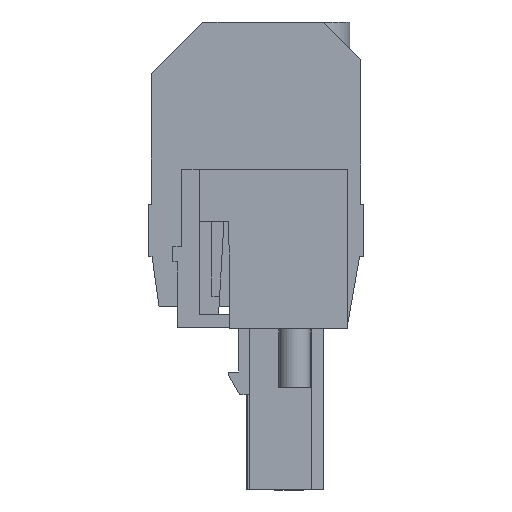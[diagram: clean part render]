
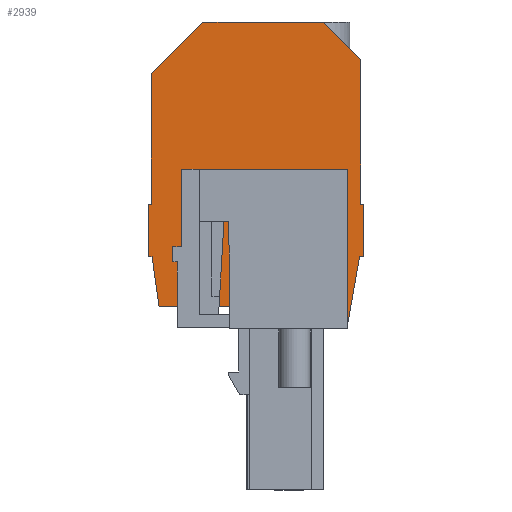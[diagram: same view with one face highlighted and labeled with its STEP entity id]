
A CAD part, left-side view. The second image highlights one B-rep face of the part: STEP entity #2939.
In plain terms, the highlighted planar face has unit normal (-1, 0, 0).
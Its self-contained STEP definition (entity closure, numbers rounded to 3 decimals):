
#2808=AXIS2_PLACEMENT_3D('Plane Axis2P3D',#2805,#2806,#2807) ;
#111=CARTESIAN_POINT('Vertex',(7.17,20.3,27.3)) ;
#116=CARTESIAN_POINT('Line Origine',(7.17,20.3,33.532)) ;
#120=CARTESIAN_POINT('Vertex',(7.17,20.3,39.764)) ;
#305=CARTESIAN_POINT('Vertex',(7.17,0.3,41.114)) ;
#308=CARTESIAN_POINT('Line Origine',(7.17,0.3,34.207)) ;
#312=CARTESIAN_POINT('Vertex',(7.17,0.3,27.3)) ;
#2137=CARTESIAN_POINT('Vertex',(7.17,0.404,22.3)) ;
#2140=CARTESIAN_POINT('Line Origine',(7.17,0.977,19.05)) ;
#2144=CARTESIAN_POINT('Vertex',(7.17,1.55,15.801)) ;
#2203=CARTESIAN_POINT('Vertex',(7.17,19.557,17.5)) ;
#2206=CARTESIAN_POINT('Line Origine',(7.17,19.895,19.9)) ;
#2210=CARTESIAN_POINT('Vertex',(7.17,20.232,22.3)) ;
#2670=CARTESIAN_POINT('Vertex',(7.17,3.886,44.7)) ;
#2673=CARTESIAN_POINT('Line Origine',(7.17,2.093,42.907)) ;
#2805=CARTESIAN_POINT('Axis2P3D Location',(7.17,0.,0.)) ;
#2810=CARTESIAN_POINT('Line Origine',(7.17,0.202,22.3)) ;
#2814=CARTESIAN_POINT('Vertex',(7.17,0.,22.3)) ;
#2817=CARTESIAN_POINT('Line Origine',(7.17,0.,24.8)) ;
#2821=CARTESIAN_POINT('Vertex',(7.17,0.,27.3)) ;
#2824=CARTESIAN_POINT('Line Origine',(7.17,0.15,27.3)) ;
#2829=CARTESIAN_POINT('Line Origine',(7.17,9.625,44.7)) ;
#2833=CARTESIAN_POINT('Vertex',(7.17,15.364,44.7)) ;
#2836=CARTESIAN_POINT('Line Origine',(7.17,17.832,42.232)) ;
#2841=CARTESIAN_POINT('Line Origine',(7.17,20.45,27.3)) ;
#2845=CARTESIAN_POINT('Vertex',(7.17,20.6,27.3)) ;
#2848=CARTESIAN_POINT('Line Origine',(7.17,20.6,24.8)) ;
#2852=CARTESIAN_POINT('Vertex',(7.17,20.6,22.3)) ;
#2855=CARTESIAN_POINT('Line Origine',(7.17,20.416,22.3)) ;
#2860=CARTESIAN_POINT('Line Origine',(7.17,16.205,17.5)) ;
#2864=CARTESIAN_POINT('Vertex',(7.17,12.853,17.5)) ;
#2867=CARTESIAN_POINT('Line Origine',(7.17,12.882,24.06)) ;
#2871=CARTESIAN_POINT('Vertex',(7.17,12.91,30.62)) ;
#2874=CARTESIAN_POINT('Line Origine',(7.17,7.23,30.62)) ;
#2878=CARTESIAN_POINT('Vertex',(7.17,1.55,30.62)) ;
#2881=CARTESIAN_POINT('Line Origine',(7.17,1.55,23.21)) ;
#2905=CARTESIAN_POINT('Line Origine',(7.17,14.71,28.12)) ;
#2909=CARTESIAN_POINT('Vertex',(7.17,14.71,25.62)) ;
#2911=CARTESIAN_POINT('Vertex',(7.17,14.71,30.62)) ;
#2914=CARTESIAN_POINT('Line Origine',(7.17,15.21,25.62)) ;
#2918=CARTESIAN_POINT('Vertex',(7.17,15.71,25.62)) ;
#2921=CARTESIAN_POINT('Line Origine',(7.17,15.71,28.12)) ;
#2925=CARTESIAN_POINT('Vertex',(7.17,15.71,30.62)) ;
#2928=CARTESIAN_POINT('Line Origine',(7.17,15.21,30.62)) ;
#117=DIRECTION('Vector Direction',(0.,0.,1.)) ;
#309=DIRECTION('Vector Direction',(0.,0.,-1.)) ;
#2141=DIRECTION('Vector Direction',(0.,0.174,-0.985)) ;
#2207=DIRECTION('Vector Direction',(0.,-0.139,-0.99)) ;
#2674=DIRECTION('Vector Direction',(0.,0.707,0.707)) ;
#2806=DIRECTION('Axis2P3D Direction',(-1.,0.,0.)) ;
#2807=DIRECTION('Axis2P3D XDirection',(0.,0.,1.)) ;
#2811=DIRECTION('Vector Direction',(0.,-1.,0.)) ;
#2818=DIRECTION('Vector Direction',(0.,0.,1.)) ;
#2825=DIRECTION('Vector Direction',(0.,1.,0.)) ;
#2830=DIRECTION('Vector Direction',(0.,1.,0.)) ;
#2837=DIRECTION('Vector Direction',(0.,0.707,-0.707)) ;
#2842=DIRECTION('Vector Direction',(0.,1.,0.)) ;
#2849=DIRECTION('Vector Direction',(0.,0.,-1.)) ;
#2856=DIRECTION('Vector Direction',(0.,-1.,0.)) ;
#2861=DIRECTION('Vector Direction',(0.,-1.,0.)) ;
#2868=DIRECTION('Vector Direction',(0.,-0.004,-1.)) ;
#2875=DIRECTION('Vector Direction',(0.,1.,0.)) ;
#2882=DIRECTION('Vector Direction',(0.,0.,1.)) ;
#2906=DIRECTION('Vector Direction',(0.,0.,1.)) ;
#2915=DIRECTION('Vector Direction',(0.,1.,0.)) ;
#2922=DIRECTION('Vector Direction',(0.,0.,1.)) ;
#2929=DIRECTION('Vector Direction',(0.,1.,0.)) ;
#118=VECTOR('Line Direction',#117,1.) ;
#310=VECTOR('Line Direction',#309,1.) ;
#2142=VECTOR('Line Direction',#2141,1.) ;
#2208=VECTOR('Line Direction',#2207,1.) ;
#2675=VECTOR('Line Direction',#2674,1.) ;
#2812=VECTOR('Line Direction',#2811,1.) ;
#2819=VECTOR('Line Direction',#2818,1.) ;
#2826=VECTOR('Line Direction',#2825,1.) ;
#2831=VECTOR('Line Direction',#2830,1.) ;
#2838=VECTOR('Line Direction',#2837,1.) ;
#2843=VECTOR('Line Direction',#2842,1.) ;
#2850=VECTOR('Line Direction',#2849,1.) ;
#2857=VECTOR('Line Direction',#2856,1.) ;
#2862=VECTOR('Line Direction',#2861,1.) ;
#2869=VECTOR('Line Direction',#2868,1.) ;
#2876=VECTOR('Line Direction',#2875,1.) ;
#2883=VECTOR('Line Direction',#2882,1.) ;
#2907=VECTOR('Line Direction',#2906,1.) ;
#2916=VECTOR('Line Direction',#2915,1.) ;
#2923=VECTOR('Line Direction',#2922,1.) ;
#2930=VECTOR('Line Direction',#2929,1.) ;
#2887=ORIENTED_EDGE('',*,*,#2146,.T.) ;
#2888=ORIENTED_EDGE('',*,*,#2816,.T.) ;
#2889=ORIENTED_EDGE('',*,*,#2823,.T.) ;
#2890=ORIENTED_EDGE('',*,*,#2828,.T.) ;
#2891=ORIENTED_EDGE('',*,*,#314,.T.) ;
#2892=ORIENTED_EDGE('',*,*,#2677,.T.) ;
#2893=ORIENTED_EDGE('',*,*,#2835,.T.) ;
#2894=ORIENTED_EDGE('',*,*,#2840,.T.) ;
#2895=ORIENTED_EDGE('',*,*,#122,.T.) ;
#2896=ORIENTED_EDGE('',*,*,#2847,.T.) ;
#2897=ORIENTED_EDGE('',*,*,#2854,.T.) ;
#2898=ORIENTED_EDGE('',*,*,#2859,.T.) ;
#2899=ORIENTED_EDGE('',*,*,#2212,.T.) ;
#2900=ORIENTED_EDGE('',*,*,#2866,.T.) ;
#2901=ORIENTED_EDGE('',*,*,#2873,.F.) ;
#2902=ORIENTED_EDGE('',*,*,#2880,.F.) ;
#2903=ORIENTED_EDGE('',*,*,#2885,.F.) ;
#2934=ORIENTED_EDGE('',*,*,#2913,.F.) ;
#2935=ORIENTED_EDGE('',*,*,#2920,.T.) ;
#2936=ORIENTED_EDGE('',*,*,#2927,.T.) ;
#2937=ORIENTED_EDGE('',*,*,#2932,.F.) ;
#2938=FACE_BOUND('',#2933,.T.) ;
#2939=ADVANCED_FACE('housing',(#2904,#2938),#2809,.T.) ;
#122=EDGE_CURVE('',#121,#112,#119,.F.) ;
#314=EDGE_CURVE('',#313,#306,#311,.F.) ;
#2146=EDGE_CURVE('',#2145,#2138,#2143,.F.) ;
#2212=EDGE_CURVE('',#2211,#2204,#2209,.T.) ;
#2677=EDGE_CURVE('',#306,#2671,#2676,.T.) ;
#2816=EDGE_CURVE('',#2138,#2815,#2813,.T.) ;
#2823=EDGE_CURVE('',#2815,#2822,#2820,.T.) ;
#2828=EDGE_CURVE('',#2822,#313,#2827,.T.) ;
#2835=EDGE_CURVE('',#2671,#2834,#2832,.T.) ;
#2840=EDGE_CURVE('',#2834,#121,#2839,.T.) ;
#2847=EDGE_CURVE('',#112,#2846,#2844,.T.) ;
#2854=EDGE_CURVE('',#2846,#2853,#2851,.T.) ;
#2859=EDGE_CURVE('',#2853,#2211,#2858,.T.) ;
#2866=EDGE_CURVE('',#2204,#2865,#2863,.T.) ;
#2873=EDGE_CURVE('',#2872,#2865,#2870,.T.) ;
#2880=EDGE_CURVE('',#2879,#2872,#2877,.T.) ;
#2885=EDGE_CURVE('',#2145,#2879,#2884,.T.) ;
#2913=EDGE_CURVE('',#2910,#2912,#2908,.T.) ;
#2920=EDGE_CURVE('',#2910,#2919,#2917,.T.) ;
#2927=EDGE_CURVE('',#2919,#2926,#2924,.T.) ;
#2932=EDGE_CURVE('',#2912,#2926,#2931,.T.) ;
#2886=EDGE_LOOP('',(#2887,#2888,#2889,#2890,#2891,#2892,#2893,#2894,#2895,#2896,#2897,#2898,#2899,#2900,#2901,#2902,#2903)) ;
#2933=EDGE_LOOP('',(#2934,#2935,#2936,#2937)) ;
#2904=FACE_OUTER_BOUND('',#2886,.T.) ;
#119=LINE('Line',#116,#118) ;
#311=LINE('Line',#308,#310) ;
#2143=LINE('Line',#2140,#2142) ;
#2209=LINE('Line',#2206,#2208) ;
#2676=LINE('Line',#2673,#2675) ;
#2813=LINE('Line',#2810,#2812) ;
#2820=LINE('Line',#2817,#2819) ;
#2827=LINE('Line',#2824,#2826) ;
#2832=LINE('Line',#2829,#2831) ;
#2839=LINE('Line',#2836,#2838) ;
#2844=LINE('Line',#2841,#2843) ;
#2851=LINE('Line',#2848,#2850) ;
#2858=LINE('Line',#2855,#2857) ;
#2863=LINE('Line',#2860,#2862) ;
#2870=LINE('Line',#2867,#2869) ;
#2877=LINE('Line',#2874,#2876) ;
#2884=LINE('Line',#2881,#2883) ;
#2908=LINE('Line',#2905,#2907) ;
#2917=LINE('Line',#2914,#2916) ;
#2924=LINE('Line',#2921,#2923) ;
#2931=LINE('Line',#2928,#2930) ;
#2809=PLANE('',#2808) ;
#112=VERTEX_POINT('',#111) ;
#121=VERTEX_POINT('',#120) ;
#306=VERTEX_POINT('',#305) ;
#313=VERTEX_POINT('',#312) ;
#2138=VERTEX_POINT('',#2137) ;
#2145=VERTEX_POINT('',#2144) ;
#2204=VERTEX_POINT('',#2203) ;
#2211=VERTEX_POINT('',#2210) ;
#2671=VERTEX_POINT('',#2670) ;
#2815=VERTEX_POINT('',#2814) ;
#2822=VERTEX_POINT('',#2821) ;
#2834=VERTEX_POINT('',#2833) ;
#2846=VERTEX_POINT('',#2845) ;
#2853=VERTEX_POINT('',#2852) ;
#2865=VERTEX_POINT('',#2864) ;
#2872=VERTEX_POINT('',#2871) ;
#2879=VERTEX_POINT('',#2878) ;
#2910=VERTEX_POINT('',#2909) ;
#2912=VERTEX_POINT('',#2911) ;
#2919=VERTEX_POINT('',#2918) ;
#2926=VERTEX_POINT('',#2925) ;
